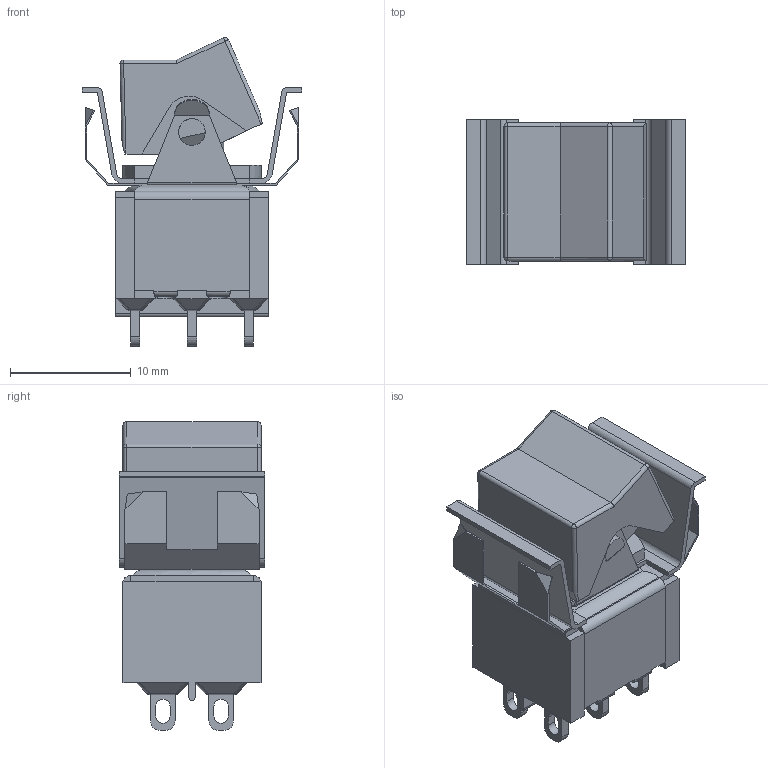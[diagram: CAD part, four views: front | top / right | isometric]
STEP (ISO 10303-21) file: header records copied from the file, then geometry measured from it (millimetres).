
FILE_DESCRIPTION(/* description */ (''),/* implementation_level */ '2;1');
FILE_NAME(/* name */ '300DPxR9xxxM1xE.stp',/* time_stamp */ '2025-05-07T11:50:17-05:00',/* author */ ('mroman'),/* organization */ (''),/* preprocessor_version */ 'ST-DEVELOPER v18.1',/* originating_system */ 'Autodesk Inventor 2022',/* authorisation */ '');
FILE_SCHEMA (('AUTOMOTIVE_DESIGN { 1 0 10303 214 3 1 1 }'));
Length unit declared in the file: inch
Products named in the file (1): 300DPxR9xxxM1xE
Bounding box: 18.16 x 12.07 x 25.58 mm (x, y, z)
Volume: 1859.8 mm3; surface area: 3152.9 mm2
Topology: 1 solids, 4 shells, 544 faces, 1420 edges, 873 vertices
Faces by surface type: plane 393, cylinder 121, sphere 28, torus 2
Full cylindrical faces by diameter (mm): 2.2 x4, 3.2 x1, 5.2 x1
Entity records: 16277 total; most frequent: CARTESIAN_POINT 2838, ORIENTED_EDGE 2784, DIRECTION 2768, EDGE_CURVE 1392, LINE 1098, VECTOR 1098, VERTEX_POINT 873, AXIS2_PLACEMENT_3D 835
